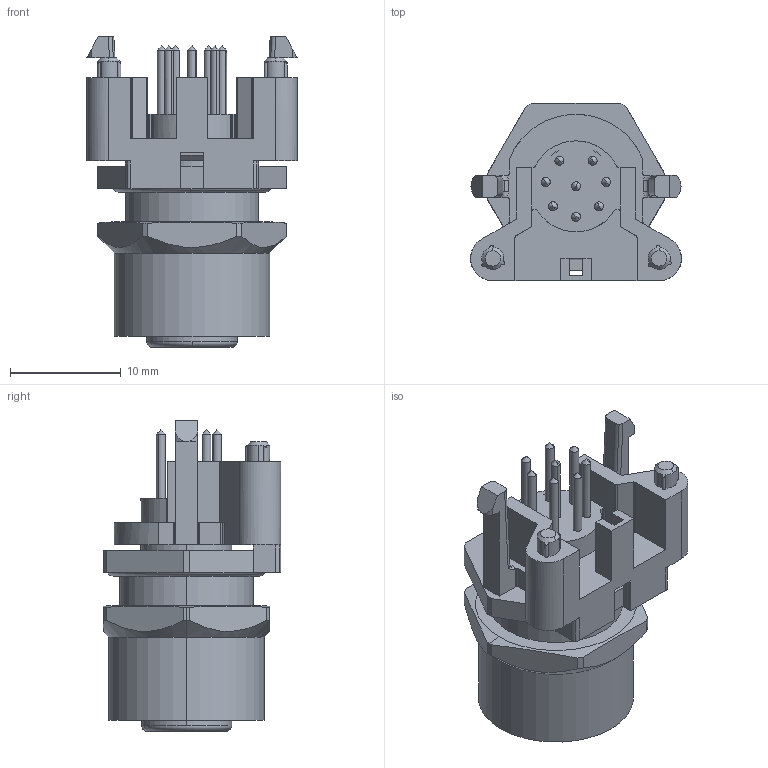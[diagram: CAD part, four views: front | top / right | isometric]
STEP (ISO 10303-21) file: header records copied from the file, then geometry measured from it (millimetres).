
FILE_DESCRIPTION(('CATIA V5R24 STEP','CAx-IF Rec.Pracs.--- Model Styling and Organization---1.2---2011-12-15'),'2;1');
FILE_NAME ('D1461766_0_2421820000_2421820000.stp','2017-08-29T11:56:12+00:00',('none'),('Weidmueller'),'CATIA Version 5-6 Release 2014 SP4 HF52','CATIA V5 STEP AP214','none');
FILE_SCHEMA(('AUTOMOTIVE_DESIGN { 1 0 10303 214 1 1 1 1 }'));
Length unit declared in the file: millimetre
Products named in the file (1): 2421820000
Bounding box: 19 x 16 x 28 mm (x, y, z)
Volume: 2970.6 mm3; surface area: 4512.3 mm2
Topology: 5 solids, 5 shells, 758 faces, 2138 edges, 1372 vertices
Faces by surface type: cylinder 262, plane 257, bspline 146, torus 47, cone 46
Entity records: 25715 total; most frequent: CARTESIAN_POINT 8713, ORIENTED_EDGE 4106, DIRECTION 2500, EDGE_CURVE 2053, VERTEX_POINT 1366, AXIS2_PLACEMENT_3D 1113, EDGE_LOOP 817, VECTOR 801
